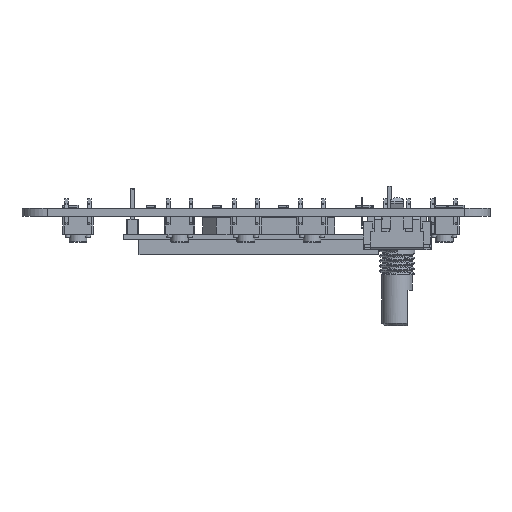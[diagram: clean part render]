
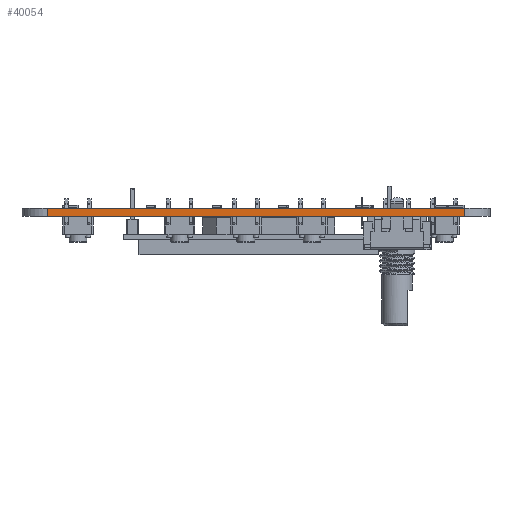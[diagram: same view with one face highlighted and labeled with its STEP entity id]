
A CAD part, left-side view. The second image highlights one B-rep face of the part: STEP entity #40054.
In plain terms, the highlighted planar face has unit normal (-1, 0, 0).
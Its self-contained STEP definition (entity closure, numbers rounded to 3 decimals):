
#37997 = VERTEX_POINT('',#37998);
#37998 = CARTESIAN_POINT('',(58.,-58.,0.));
#38005 = EDGE_CURVE('',#38006,#37997,#38008,.T.);
#38006 = VERTEX_POINT('',#38007);
#38007 = CARTESIAN_POINT('',(58.,-140.,0.));
#38008 = LINE('',#38009,#38010);
#38009 = CARTESIAN_POINT('',(58.,-140.,0.));
#38010 = VECTOR('',#38011,1.);
#38011 = DIRECTION('',(0.,1.,0.));
#39012 = VERTEX_POINT('',#39013);
#39013 = CARTESIAN_POINT('',(58.,-58.,1.6));
#39020 = EDGE_CURVE('',#39021,#39012,#39023,.T.);
#39021 = VERTEX_POINT('',#39022);
#39022 = CARTESIAN_POINT('',(58.,-140.,1.6));
#39023 = LINE('',#39024,#39025);
#39024 = CARTESIAN_POINT('',(58.,-140.,1.6));
#39025 = VECTOR('',#39026,1.);
#39026 = DIRECTION('',(0.,1.,0.));
#40024 = EDGE_CURVE('',#37997,#39012,#40025,.T.);
#40025 = LINE('',#40026,#40027);
#40026 = CARTESIAN_POINT('',(58.,-58.,0.));
#40027 = VECTOR('',#40028,1.);
#40028 = DIRECTION('',(0.,0.,1.));
#40054 = ADVANCED_FACE('',(#40055),#40066,.T.);
#40055 = FACE_BOUND('',#40056,.T.);
#40056 = EDGE_LOOP('',(#40057,#40063,#40064,#40065));
#40057 = ORIENTED_EDGE('',*,*,#40058,.T.);
#40058 = EDGE_CURVE('',#38006,#39021,#40059,.T.);
#40059 = LINE('',#40060,#40061);
#40060 = CARTESIAN_POINT('',(58.,-140.,0.));
#40061 = VECTOR('',#40062,1.);
#40062 = DIRECTION('',(0.,0.,1.));
#40063 = ORIENTED_EDGE('',*,*,#39020,.T.);
#40064 = ORIENTED_EDGE('',*,*,#40024,.F.);
#40065 = ORIENTED_EDGE('',*,*,#38005,.F.);
#40066 = PLANE('',#40067);
#40067 = AXIS2_PLACEMENT_3D('',#40068,#40069,#40070);
#40068 = CARTESIAN_POINT('',(58.,-140.,0.));
#40069 = DIRECTION('',(-1.,0.,0.));
#40070 = DIRECTION('',(0.,1.,0.));
